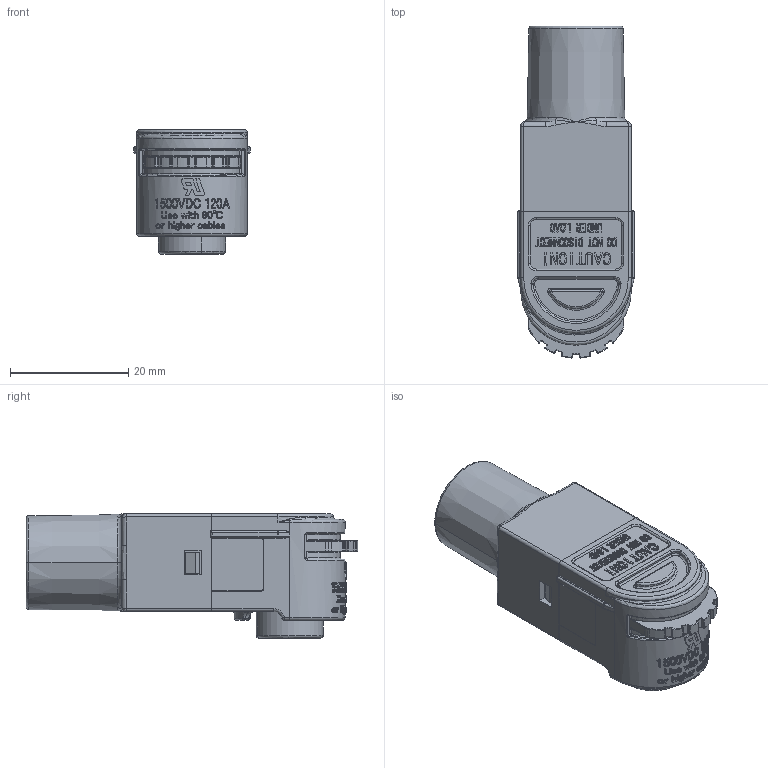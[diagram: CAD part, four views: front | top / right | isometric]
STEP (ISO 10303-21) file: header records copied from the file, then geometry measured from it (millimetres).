
FILE_DESCRIPTION(('CATIA V5 STEP Exchange','CAx-IF Rec.Pracs.--- Model Styling and Organization---1.4--- 2014-01-23'),'2;1');
FILE_NAME ('1492380-2_0', '2023-03-08T05:15:21+00:00', ('none'), ('Weidmueller'), 'CATIA Version 5-6 Release 2016 SP3 HF44', 'CATIA V5 STEP AP214', 'none');
FILE_SCHEMA(('AUTOMOTIVE_DESIGN { 1 0 10303 214 1 1 1 1 }'));
Products named in the file (1): 2905280000
Bounding box: 19.7 x 56.12 x 21 mm (x, y, z)
Volume: 10483.4 mm3; surface area: 11987.7 mm2
Topology: 4 solids, 8 shells, 2336 faces, 6414 edges, 4151 vertices
Faces by surface type: bspline 749, plane 732, cylinder 393, torus 357, sphere 55, cone 50
Entity records: 95440 total; most frequent: CARTESIAN_POINT 44996, ORIENTED_EDGE 12750, DIRECTION 6384, EDGE_CURVE 6375, VERTEX_POINT 4151, B_SPLINE_CURVE_WITH_KNOTS 3009, AXIS2_PLACEMENT_3D 2785, EDGE_LOOP 2534
